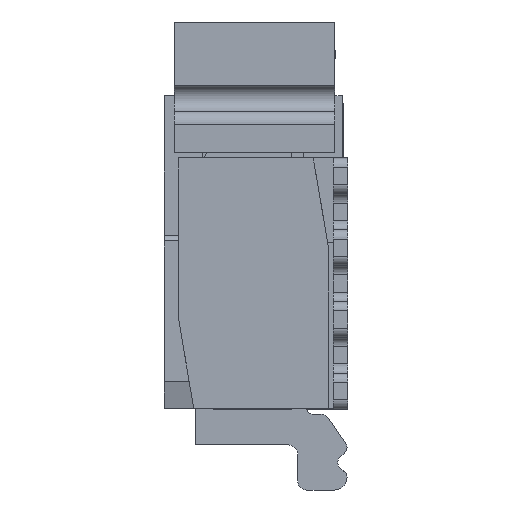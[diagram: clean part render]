
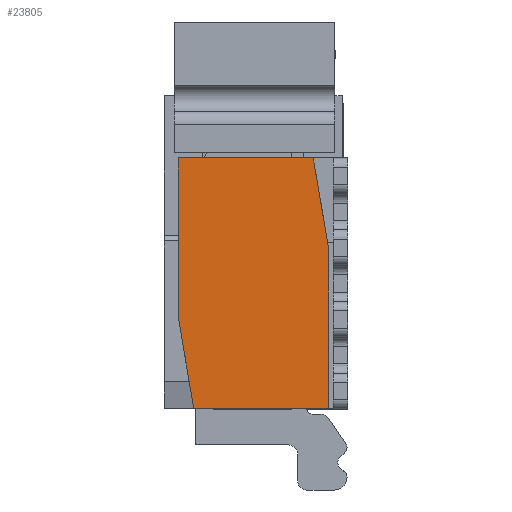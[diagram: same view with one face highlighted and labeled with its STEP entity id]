
A CAD part, left-side view. The second image highlights one B-rep face of the part: STEP entity #23805.
In plain terms, the highlighted planar face has unit normal (-1, 0, 0).
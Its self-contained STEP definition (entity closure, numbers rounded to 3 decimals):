
#6853=DIRECTION('',(0.,1.,0.));
#6854=VECTOR('',#6853,1.885);
#6855=CARTESIAN_POINT('',(-10.06,-0.835,-0.87));
#6856=LINE('',#6855,#6854);
#8849=DIRECTION('',(0.,0.167,0.986));
#8850=VECTOR('',#8849,1.288);
#8851=CARTESIAN_POINT('',(-10.06,0.835,-4.37));
#8852=LINE('',#8851,#8850);
#8853=DIRECTION('',(0.,0.,-1.));
#8854=VECTOR('',#8853,2.23);
#8855=CARTESIAN_POINT('',(-10.06,1.05,-0.87));
#8856=LINE('',#8855,#8854);
#8857=DIRECTION('',(0.,-0.167,-0.986));
#8858=VECTOR('',#8857,1.288);
#8859=CARTESIAN_POINT('',(-10.06,-0.835,-0.87));
#8860=LINE('',#8859,#8858);
#8861=DIRECTION('',(0.,0.,-1.));
#8862=VECTOR('',#8861,2.23);
#8863=CARTESIAN_POINT('',(-10.06,-1.05,-2.14));
#8864=LINE('',#8863,#8862);
#8865=DIRECTION('',(0.,1.,0.));
#8866=VECTOR('',#8865,1.885);
#8867=CARTESIAN_POINT('',(-10.06,-1.05,-4.37));
#8868=LINE('',#8867,#8866);
#9399=CARTESIAN_POINT('',(-10.06,-1.05,-4.37));
#9400=VERTEX_POINT('',#9399);
#9479=CARTESIAN_POINT('',(-10.06,0.835,-4.37));
#9480=CARTESIAN_POINT('',(-10.06,1.05,-3.1));
#9481=VERTEX_POINT('',#9479);
#9482=VERTEX_POINT('',#9480);
#9483=CARTESIAN_POINT('',(-10.06,-0.835,-0.87));
#9484=CARTESIAN_POINT('',(-10.06,-1.05,-2.14));
#9485=VERTEX_POINT('',#9483);
#9486=VERTEX_POINT('',#9484);
#9493=CARTESIAN_POINT('',(-10.06,1.05,-0.87));
#9494=VERTEX_POINT('',#9493);
#23789=CARTESIAN_POINT('',(-10.06,-1.245,-4.37));
#23790=DIRECTION('',(-1.,0.,0.));
#23791=DIRECTION('',(0.,0.,1.));
#23792=AXIS2_PLACEMENT_3D('',#23789,#23790,#23791);
#23793=PLANE('',#23792);
#23795=ORIENTED_EDGE('',*,*,#23794,.T.);
#23796=ORIENTED_EDGE('',*,*,#23778,.F.);
#23797=ORIENTED_EDGE('',*,*,#21096,.F.);
#23799=ORIENTED_EDGE('',*,*,#23798,.T.);
#23801=ORIENTED_EDGE('',*,*,#23800,.T.);
#23802=ORIENTED_EDGE('',*,*,#12411,.T.);
#23803=EDGE_LOOP('',(#23795,#23796,#23797,#23799,#23801,#23802));
#23804=FACE_OUTER_BOUND('',#23803,.F.);
#12411=EDGE_CURVE('',#9400,#9481,#8868,.T.);
#21096=EDGE_CURVE('',#9485,#9494,#6856,.T.);
#23778=EDGE_CURVE('',#9494,#9482,#8856,.T.);
#23794=EDGE_CURVE('',#9481,#9482,#8852,.T.);
#23798=EDGE_CURVE('',#9485,#9486,#8860,.T.);
#23800=EDGE_CURVE('',#9486,#9400,#8864,.T.);
#23805=ADVANCED_FACE('',(#23804),#23793,.T.);
